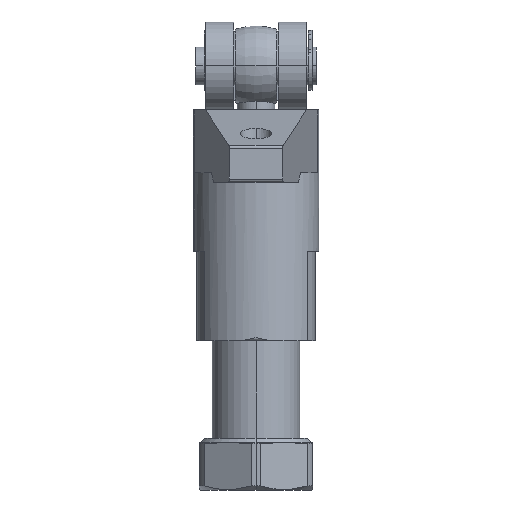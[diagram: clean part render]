
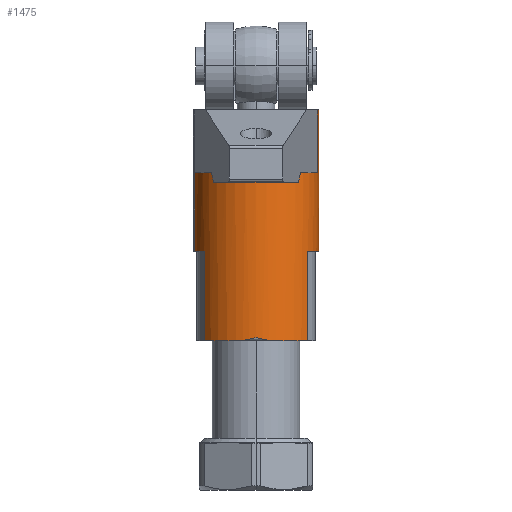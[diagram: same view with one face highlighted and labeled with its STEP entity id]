
A CAD part, left-side view. The second image highlights one B-rep face of the part: STEP entity #1475.
In plain terms, the highlighted cylindrical face has radius 20 mm (diameter 40 mm), a partial arc.
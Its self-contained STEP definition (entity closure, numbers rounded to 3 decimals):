
#1125=EDGE_CURVE('',#2003,#2539,#3081,.T.);
#1165=VERTEX_POINT('',#3127);
#1171=EDGE_CURVE('',#1857,#1599,#3133,.T.);
#1201=VERTEX_POINT('',#3170);
#1271=EDGE_CURVE('',#2403,#1201,#3248,.T.);
#1295=EDGE_CURVE('',#2539,#1201,#3277,.T.);
#1475=ADVANCED_FACE('',(#3477),#3478,.T.);
#1491=EDGE_CURVE('',#2403,#1979,#3496,.T.);
#1599=VERTEX_POINT('',#3622);
#1617=EDGE_CURVE('',#1165,#2091,#3641,.T.);
#1667=VERTEX_POINT('',#3694);
#1749=EDGE_CURVE('',#2091,#1857,#3786,.T.);
#1809=VERTEX_POINT('',#3853);
#1857=VERTEX_POINT('',#3904);
#1979=VERTEX_POINT('',#4039);
#2001=EDGE_CURVE('',#2693,#1165,#4062,.T.);
#2003=VERTEX_POINT('',#4064);
#2091=VERTEX_POINT('',#4164);
#2187=EDGE_CURVE('',#2557,#2693,#4270,.T.);
#2257=EDGE_CURVE('',#1667,#1809,#4344,.T.);
#2357=EDGE_CURVE('',#1599,#1809,#4452,.T.);
#2403=VERTEX_POINT('',#4501);
#2539=VERTEX_POINT('',#4648);
#2557=VERTEX_POINT('',#4668);
#2693=VERTEX_POINT('',#4817);
#2741=EDGE_CURVE('',#2557,#2003,#4869,.T.);
#2769=EDGE_CURVE('',#1979,#1667,#4897,.T.);
#3081=CIRCLE('',#5290,20.0);
#3127=CARTESIAN_POINT('',(-20.,0.0,48.5));
#3133=LINE('',#5353,#5354);
#3170=CARTESIAN_POINT('',(4.252,-19.543,121.0));
#3248=CIRCLE('',#5511,20.0);
#3277=LINE('',#5556,#5557);
#3477=FACE_OUTER_BOUND('',#5855,.T.);
#3478=CYLINDRICAL_SURFACE('',#5856,20.0);
#3496=LINE('',#5880,#5881);
#3622=CARTESIAN_POINT('',(-11.303,16.5,76.0));
#3641=B_SPLINE_CURVE_WITH_KNOTS('',3,(#6104,#6105,#6106,#6107,#6108,#6109,#6110,#6111,#6112,#6113),.UNSPECIFIED.,.F.,.F.,(4,2,2,2,4),(0.0,1.642,3.285,4.667,6.049),.UNSPECIFIED.);
#3694=CARTESIAN_POINT('',(-4.252,19.543,101.0));
#3786=CIRCLE('',#6326,20.0);
#3853=CARTESIAN_POINT('',(-4.252,19.543,76.0));
#3904=CARTESIAN_POINT('',(-11.303,16.5,47.5));
#4039=CARTESIAN_POINT('',(-4.252,-19.543,101.0));
#4062=B_SPLINE_CURVE_WITH_KNOTS('',3,(#6706,#6707,#6708,#6709,#6710,#6711,#6712,#6713,#6714,#6715),.UNSPECIFIED.,.F.,.F.,(4,2,2,2,4),(11.916,13.298,14.68,16.322,17.965),.UNSPECIFIED.);
#4064=CARTESIAN_POINT('',(-11.303,-16.5,76.0));
#4164=CARTESIAN_POINT('',(-19.,6.245,47.5));
#4270=CIRCLE('',#6986,20.0);
#4344=LINE('',#7131,#7132);
#4452=CIRCLE('',#7276,20.0);
#4501=CARTESIAN_POINT('',(-4.252,-19.543,121.0));
#4648=CARTESIAN_POINT('',(4.252,-19.543,76.0));
#4668=CARTESIAN_POINT('',(-11.303,-16.5,47.5));
#4817=CARTESIAN_POINT('',(-19.,-6.245,47.5));
#4869=LINE('',#7889,#7890);
#4897=CIRCLE('',#7934,20.0);
#5290=AXIS2_PLACEMENT_3D('',#8330,#8331,#8332);
#5353=CARTESIAN_POINT('',(-11.303,16.5,47.5));
#5354=VECTOR('',#8398,1.0);
#5511=AXIS2_PLACEMENT_3D('',#8540,#8541,#8542);
#5556=CARTESIAN_POINT('',(4.252,-19.543,121.0));
#5557=VECTOR('',#8582,1.0);
#5855=EDGE_LOOP('',(#8848,#8849,#8850,#8851,#8852,#8853,#8854,#8855,#8856,#8857,#8858,#8859,#8860));
#5856=AXIS2_PLACEMENT_3D('',#8861,#8862,#8863);
#5880=CARTESIAN_POINT('',(-4.252,-19.543,121.0));
#5881=VECTOR('',#8884,1.0);
#6104=CARTESIAN_POINT('',(-20.,0.0,48.5));
#6105=CARTESIAN_POINT('',(-20.,0.534,48.381));
#6106=CARTESIAN_POINT('',(-19.977,1.121,48.249));
#6107=CARTESIAN_POINT('',(-19.877,2.293,48.001));
#6108=CARTESIAN_POINT('',(-19.799,2.879,47.885));
#6109=CARTESIAN_POINT('',(-19.63,3.858,47.715));
#6110=CARTESIAN_POINT('',(-19.528,4.348,47.64));
#6111=CARTESIAN_POINT('',(-19.285,5.323,47.532));
#6112=CARTESIAN_POINT('',(-19.144,5.807,47.5));
#6113=CARTESIAN_POINT('',(-19.,6.245,47.5));
#6326=AXIS2_PLACEMENT_3D('',#9254,#9255,#9256);
#6706=CARTESIAN_POINT('',(-19.,-6.245,47.5));
#6707=CARTESIAN_POINT('',(-19.144,-5.807,47.5));
#6708=CARTESIAN_POINT('',(-19.285,-5.323,47.532));
#6709=CARTESIAN_POINT('',(-19.528,-4.348,47.64));
#6710=CARTESIAN_POINT('',(-19.63,-3.858,47.715));
#6711=CARTESIAN_POINT('',(-19.799,-2.879,47.885));
#6712=CARTESIAN_POINT('',(-19.877,-2.293,48.001));
#6713=CARTESIAN_POINT('',(-19.977,-1.121,48.249));
#6714=CARTESIAN_POINT('',(-20.,-0.534,48.381));
#6715=CARTESIAN_POINT('',(-20.,0.0,48.5));
#6986=AXIS2_PLACEMENT_3D('',#9803,#9804,#9805);
#7131=CARTESIAN_POINT('',(-4.252,19.543,121.0));
#7132=VECTOR('',#9876,1.0);
#7276=AXIS2_PLACEMENT_3D('',#9997,#9998,#9999);
#7889=CARTESIAN_POINT('',(-11.303,-16.5,47.5));
#7890=VECTOR('',#10461,1.0);
#7934=AXIS2_PLACEMENT_3D('',#10482,#10483,#10484);
#8330=CARTESIAN_POINT('',(0.0,0.,76.0));
#8331=DIRECTION('',(0.0,0.0,1.0));
#8332=DIRECTION('',(-0.213,0.977,0.0));
#8398=DIRECTION('',(0.0,0.0,1.0));
#8540=CARTESIAN_POINT('',(0.0,0.,121.0));
#8541=DIRECTION('',(0.,0.,1.0));
#8542=DIRECTION('',(-0.213,0.977,0.));
#8582=DIRECTION('',(-0.0,-0.0,1.0));
#8848=ORIENTED_EDGE('',*,*,#2257,.T.);
#8849=ORIENTED_EDGE('',*,*,#2357,.F.);
#8850=ORIENTED_EDGE('',*,*,#1171,.F.);
#8851=ORIENTED_EDGE('',*,*,#1749,.F.);
#8852=ORIENTED_EDGE('',*,*,#1617,.F.);
#8853=ORIENTED_EDGE('',*,*,#2001,.F.);
#8854=ORIENTED_EDGE('',*,*,#2187,.F.);
#8855=ORIENTED_EDGE('',*,*,#2741,.T.);
#8856=ORIENTED_EDGE('',*,*,#1125,.T.);
#8857=ORIENTED_EDGE('',*,*,#1295,.T.);
#8858=ORIENTED_EDGE('',*,*,#1271,.F.);
#8859=ORIENTED_EDGE('',*,*,#1491,.T.);
#8860=ORIENTED_EDGE('',*,*,#2769,.T.);
#8861=CARTESIAN_POINT('',(0.0,0.,121.0));
#8862=DIRECTION('',(-0.0,-0.0,1.0));
#8863=DIRECTION('',(-0.213,0.977,0.0));
#8884=DIRECTION('',(0.0,0.0,-1.0));
#9254=CARTESIAN_POINT('',(0.0,0.0,47.5));
#9255=DIRECTION('',(0.0,0.,-1.0));
#9256=DIRECTION('',(1.0,0.0,0.0));
#9803=CARTESIAN_POINT('',(0.0,0.0,47.5));
#9804=DIRECTION('',(0.0,0.,-1.0));
#9805=DIRECTION('',(1.0,0.0,0.0));
#9876=DIRECTION('',(0.0,0.0,-1.0));
#9997=CARTESIAN_POINT('',(0.0,0.,76.0));
#9998=DIRECTION('',(0.0,0.0,-1.0));
#9999=DIRECTION('',(0.95,0.312,0.0));
#10461=DIRECTION('',(0.0,0.0,1.0));
#10482=CARTESIAN_POINT('',(0.0,0.0,101.0));
#10483=DIRECTION('',(0.0,0.0,-1.0));
#10484=DIRECTION('',(1.0,0.0,0.0));
